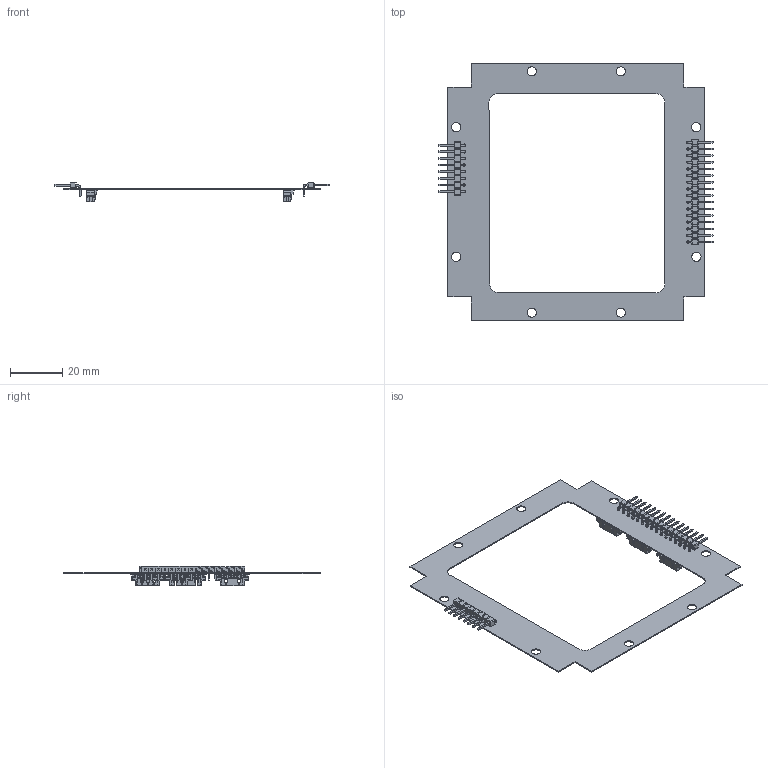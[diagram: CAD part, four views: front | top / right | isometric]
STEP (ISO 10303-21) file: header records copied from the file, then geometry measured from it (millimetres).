
FILE_DESCRIPTION(('Open CASCADE Model'),'2;1');
FILE_NAME('Open CASCADE Shape Model','2021-06-29T23:43:36',('Author'),( 'Open CASCADE'),'Open CASCADE STEP processor 6.8','Open CASCADE 6.8' ,'Unknown');
FILE_SCHEMA(('AUTOMOTIVE_DESIGN { 1 0 10303 214 1 1 1 1 }'));
Length unit declared in the file: millimetre
Products named in the file (15): PCB; Boardinterface_board_1u; P2interface_board_1u; 7731511816lf; Chargerinterface_board_1u; User_Library-molex_5339853398-0471; EPSinterface_board_1u; User_Library-molex_5339853398-0671; OBDHinterface_board_1u; RBFinterface_board_1u; TTCinterface_board_1u; P1interface_board_1u; User_Library-Header_Male_RA_Low_8Pin; User_Library-Header_Male_RA_Low_8Pin_BodyArray; User_Library-Header_Male_RA_Low_8Pin_PinArray
Assembly tree (17 placements, depth 4):
  PCB
    Boardinterface_board_1u
    P2interface_board_1u
      7731511816lf
    Chargerinterface_board_1u
      User_Library-molex_5339853398-0471
    EPSinterface_board_1u
      User_Library-molex_5339853398-0671
    OBDHinterface_board_1u
      User_Library-molex_5339853398-0671
    RBFinterface_board_1u
      User_Library-molex_5339853398-0471
    TTCinterface_board_1u
      User_Library-molex_5339853398-0671
    P1interface_board_1u
      User_Library-Header_Male_RA_Low_8Pin
        User_Library-Header_Male_RA_Low_8Pin_BodyArray
        User_Library-Header_Male_RA_Low_8Pin_PinArray
Bounding box: 104.91 x 97.99 x 7.63 mm (x, y, z)
Volume: 2521.4 mm3; surface area: 11624 mm2
Topology: 33 solids, 33 shells, 2486 faces, 6254 edges, 3986 vertices
Faces by surface type: plane 2205, cylinder 281
Full cylindrical faces by diameter (mm): 0.9 x24, 3.5 x8
Entity records: 54070 total; most frequent: CARTESIAN_POINT 8300, ORIENTED_EDGE 8136, DIRECTION 7946, EDGE_CURVE 4068, LINE 3542, VECTOR 3542, VERTEX_POINT 2556, AXIS2_PLACEMENT_3D 2202
